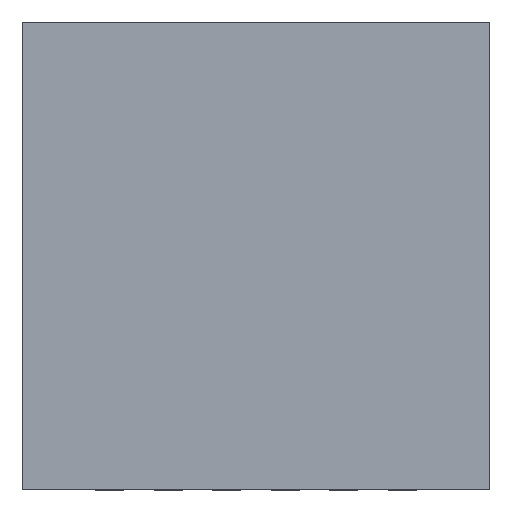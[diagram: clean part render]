
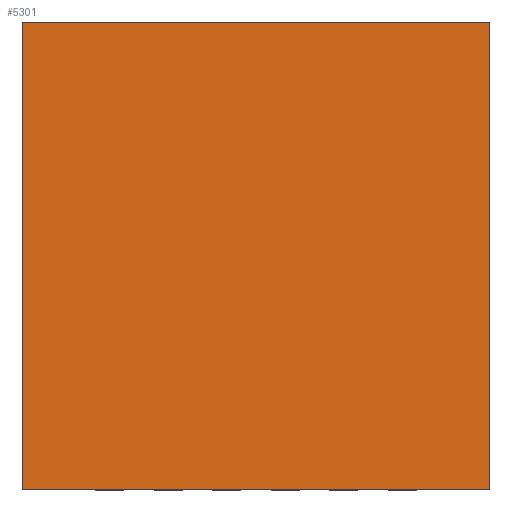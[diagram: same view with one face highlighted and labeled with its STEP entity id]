
A CAD part, top view. The second image highlights one B-rep face of the part: STEP entity #5301.
In plain terms, the highlighted face is planar.
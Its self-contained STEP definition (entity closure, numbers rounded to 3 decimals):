
#2334=DIRECTION('',(0.,0.,1.));
#2335=VECTOR('',#2334,4.);
#2336=CARTESIAN_POINT('',(-2.,0.975,-2.));
#2337=LINE('',#2336,#2335);
#2341=DIRECTION('',(-1.,0.,0.));
#2342=VECTOR('',#2341,4.);
#2343=CARTESIAN_POINT('',(2.,0.975,-2.));
#2344=LINE('',#2343,#2342);
#2348=DIRECTION('',(0.,0.,-1.));
#2349=VECTOR('',#2348,4.);
#2350=CARTESIAN_POINT('',(2.,0.975,2.));
#2351=LINE('',#2350,#2349);
#2355=DIRECTION('',(1.,0.,0.));
#2356=VECTOR('',#2355,4.);
#2357=CARTESIAN_POINT('',(-2.,0.975,2.));
#2358=LINE('',#2357,#2356);
#3202=CARTESIAN_POINT('',(-2.,0.975,-2.));
#3203=CARTESIAN_POINT('',(-2.,0.975,2.));
#3204=VERTEX_POINT('',#3202);
#3205=VERTEX_POINT('',#3203);
#3206=CARTESIAN_POINT('',(2.,0.975,2.));
#3207=VERTEX_POINT('',#3206);
#3208=CARTESIAN_POINT('',(2.,0.975,-2.));
#3209=VERTEX_POINT('',#3208);
#5290=CARTESIAN_POINT('',(0.,0.975,0.));
#5291=DIRECTION('',(0.,1.,0.));
#5292=DIRECTION('',(1.,0.,0.));
#5293=AXIS2_PLACEMENT_3D('',#5290,#5291,#5292);
#5294=PLANE('',#5293);
#5295=ORIENTED_EDGE('',*,*,#5173,.F.);
#5296=ORIENTED_EDGE('',*,*,#4306,.F.);
#5297=ORIENTED_EDGE('',*,*,#4688,.F.);
#5298=ORIENTED_EDGE('',*,*,#5045,.F.);
#5299=EDGE_LOOP('',(#5295,#5296,#5297,#5298));
#5300=FACE_OUTER_BOUND('',#5299,.F.);
#4306=EDGE_CURVE('',#3209,#3204,#2344,.T.);
#4688=EDGE_CURVE('',#3207,#3209,#2351,.T.);
#5045=EDGE_CURVE('',#3205,#3207,#2358,.T.);
#5173=EDGE_CURVE('',#3204,#3205,#2337,.T.);
#5301=ADVANCED_FACE('',(#5300),#5294,.T.);
